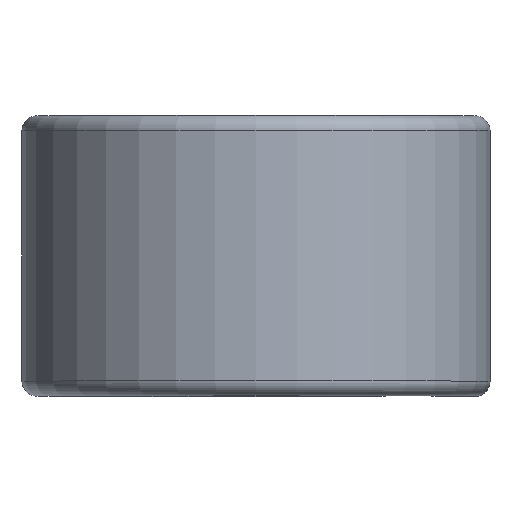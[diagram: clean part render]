
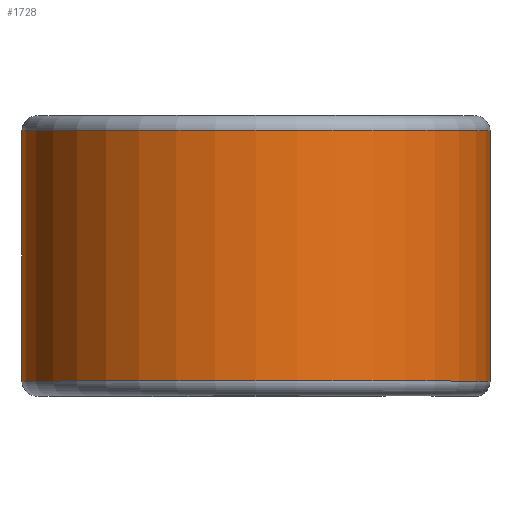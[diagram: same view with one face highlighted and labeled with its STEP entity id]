
A CAD part, top view. The second image highlights one B-rep face of the part: STEP entity #1728.
In plain terms, the highlighted cylindrical face has radius 11.925 mm (diameter 23.851 mm), a partial arc.
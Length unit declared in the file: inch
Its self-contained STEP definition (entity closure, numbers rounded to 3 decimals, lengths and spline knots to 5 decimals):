
#5 = VERTEX_POINT ( 'NONE', #1670 ) ;
#93 = CIRCLE ( 'NONE', #1138, 0.4695 ) ;
#106 = CARTESIAN_POINT ( 'NONE',  ( 0.4695, 0.25125, 0. ) ) ;
#138 = VERTEX_POINT ( 'NONE', #808 ) ;
#163 = CYLINDRICAL_SURFACE ( 'NONE', #2145, 0.4695 ) ;
#354 = CARTESIAN_POINT ( 'NONE',  ( 0., 0.25125, -0.4695 ) ) ;
#401 = DIRECTION ( 'NONE',  ( 0., 1., 0. ) ) ;
#507 = VERTEX_POINT ( 'NONE', #1295 ) ;
#518 = CARTESIAN_POINT ( 'NONE',  ( 0., 0.25125, 0. ) ) ;
#573 = EDGE_CURVE ( 'NONE', #1004, #5, #1725, .T. ) ;
#774 = AXIS2_PLACEMENT_3D ( 'NONE', #518, #1206, #847 ) ;
#801 = ORIENTED_EDGE ( 'NONE', *, *, #573, .T. ) ;
#808 = CARTESIAN_POINT ( 'NONE',  ( 0.4695, -0.25125, 0. ) ) ;
#812 = ORIENTED_EDGE ( 'NONE', *, *, #1318, .F. ) ;
#847 = DIRECTION ( 'NONE',  ( 0., 0., -1. ) ) ;
#861 = CARTESIAN_POINT ( 'NONE',  ( 0., -0.25125, 0. ) ) ;
#989 = VECTOR ( 'NONE', #1616, 39.37008 ) ;
#1004 = VERTEX_POINT ( 'NONE', #106 ) ;
#1104 = EDGE_CURVE ( 'NONE', #507, #5, #1249, .T. ) ;
#1138 = AXIS2_PLACEMENT_3D ( 'NONE', #861, #2307, #2318 ) ;
#1206 = DIRECTION ( 'NONE',  ( 0., -1., 0. ) ) ;
#1249 = LINE ( 'NONE', #354, #989 ) ;
#1267 = VECTOR ( 'NONE', #401, 39.37008 ) ;
#1295 = CARTESIAN_POINT ( 'NONE',  ( 0., -0.25125, -0.4695 ) ) ;
#1304 = DIRECTION ( 'NONE',  ( 0., 0., -1. ) ) ;
#1318 = EDGE_CURVE ( 'NONE', #138, #507, #93, .T. ) ;
#1473 = LINE ( 'NONE', #2039, #1267 ) ;
#1482 = DIRECTION ( 'NONE',  ( 0., -1., 0. ) ) ;
#1616 = DIRECTION ( 'NONE',  ( 0., 1., 0. ) ) ;
#1657 = CARTESIAN_POINT ( 'NONE',  ( 0., 0.25, 0. ) ) ;
#1670 = CARTESIAN_POINT ( 'NONE',  ( 0., 0.25125, -0.4695 ) ) ;
#1725 = CIRCLE ( 'NONE', #774, 0.4695 ) ;
#1728 = ADVANCED_FACE ( 'NONE', ( #1791 ), #163, .T. ) ;
#1759 = EDGE_CURVE ( 'NONE', #138, #1004, #1473, .T. ) ;
#1789 = EDGE_LOOP ( 'NONE', ( #2045, #801, #2152, #812 ) ) ;
#1791 = FACE_OUTER_BOUND ( 'NONE', #1789, .T. ) ;
#2039 = CARTESIAN_POINT ( 'NONE',  ( 0.4695, 0.25125, 0. ) ) ;
#2045 = ORIENTED_EDGE ( 'NONE', *, *, #1759, .T. ) ;
#2145 = AXIS2_PLACEMENT_3D ( 'NONE', #1657, #1482, #1304 ) ;
#2152 = ORIENTED_EDGE ( 'NONE', *, *, #1104, .F. ) ;
#2307 = DIRECTION ( 'NONE',  ( 0., -1., 0. ) ) ;
#2318 = DIRECTION ( 'NONE',  ( 0., 0., -1. ) ) ;
